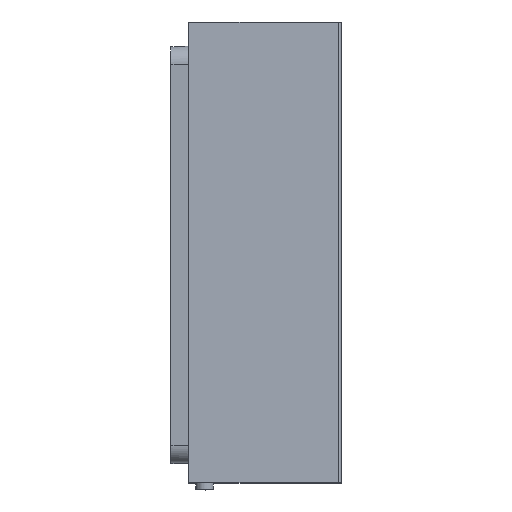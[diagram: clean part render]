
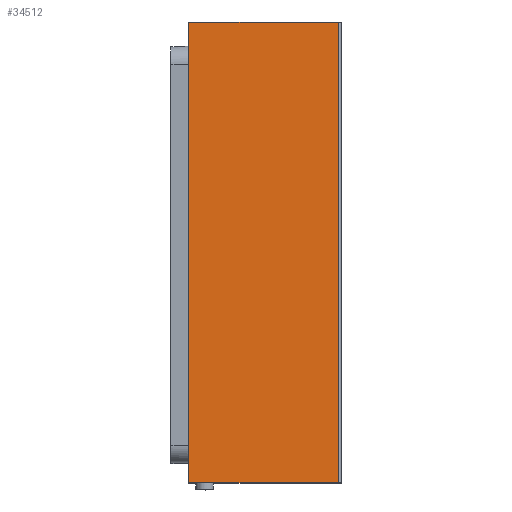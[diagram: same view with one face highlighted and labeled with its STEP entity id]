
A CAD part, top view. The second image highlights one B-rep face of the part: STEP entity #34512.
In plain terms, the highlighted planar face has unit normal (0.026, 0, 1).
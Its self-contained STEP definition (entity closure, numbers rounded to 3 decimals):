
#1728 = CARTESIAN_POINT ( 'NONE',  ( 0., 65., 65. ) ) ;
#2174 = AXIS2_PLACEMENT_3D ( 'NONE', #1728, #31892, #16433 ) ;
#4844 = ORIENTED_EDGE ( 'NONE', *, *, #14790, .F. ) ;
#5224 = LINE ( 'NONE', #16195, #34527 ) ;
#5611 = DIRECTION ( 'NONE',  ( 0., -1., 0. ) ) ;
#7318 = VECTOR ( 'NONE', #11538, 1000. ) ;
#8531 = CARTESIAN_POINT ( 'NONE',  ( 42.318, 65., 63.892 ) ) ;
#9594 = CARTESIAN_POINT ( 'NONE',  ( 0., 65., 65. ) ) ;
#11075 = LINE ( 'NONE', #26302, #23241 ) ;
#11538 = DIRECTION ( 'NONE',  ( 0., 1., 0. ) ) ;
#12072 = VERTEX_POINT ( 'NONE', #32527 ) ;
#13174 = FACE_OUTER_BOUND ( 'NONE', #25465, .T. ) ;
#14144 = CARTESIAN_POINT ( 'NONE',  ( 42.318, 65., 63.892 ) ) ;
#14790 = EDGE_CURVE ( 'NONE', #27524, #44690, #11075, .T. ) ;
#15254 = EDGE_CURVE ( 'NONE', #27524, #30429, #23523, .T. ) ;
#16195 = CARTESIAN_POINT ( 'NONE',  ( 0., 65., 65. ) ) ;
#16433 = DIRECTION ( 'NONE',  ( 1., 0., -0.026 ) ) ;
#17096 = EDGE_CURVE ( 'NONE', #30429, #12072, #5224, .T. ) ;
#17461 = CARTESIAN_POINT ( 'NONE',  ( 0., -65., 65. ) ) ;
#23241 = VECTOR ( 'NONE', #33819, 1000. ) ;
#23523 = LINE ( 'NONE', #8531, #7318 ) ;
#25324 = LINE ( 'NONE', #9594, #44457 ) ;
#25465 = EDGE_LOOP ( 'NONE', ( #4844, #34284, #40116, #29303 ) ) ;
#26302 = CARTESIAN_POINT ( 'NONE',  ( 0., -65., 65. ) ) ;
#27524 = VERTEX_POINT ( 'NONE', #46480 ) ;
#29303 = ORIENTED_EDGE ( 'NONE', *, *, #37656, .T. ) ;
#30429 = VERTEX_POINT ( 'NONE', #14144 ) ;
#31892 = DIRECTION ( 'NONE',  ( 0.026, 0., 1. ) ) ;
#32527 = CARTESIAN_POINT ( 'NONE',  ( 0., 65., 65. ) ) ;
#33819 = DIRECTION ( 'NONE',  ( -1., 0., 0.026 ) ) ;
#34284 = ORIENTED_EDGE ( 'NONE', *, *, #15254, .T. ) ;
#34512 = ADVANCED_FACE ( 'NONE', ( #13174 ), #38642, .T. ) ;
#34527 = VECTOR ( 'NONE', #43141, 1000. ) ;
#37656 = EDGE_CURVE ( 'NONE', #12072, #44690, #25324, .T. ) ;
#38642 = PLANE ( 'NONE',  #2174 ) ;
#40116 = ORIENTED_EDGE ( 'NONE', *, *, #17096, .T. ) ;
#43141 = DIRECTION ( 'NONE',  ( -1., 0., 0.026 ) ) ;
#44457 = VECTOR ( 'NONE', #5611, 1000. ) ;
#44690 = VERTEX_POINT ( 'NONE', #17461 ) ;
#46480 = CARTESIAN_POINT ( 'NONE',  ( 42.318, -65., 63.892 ) ) ;
